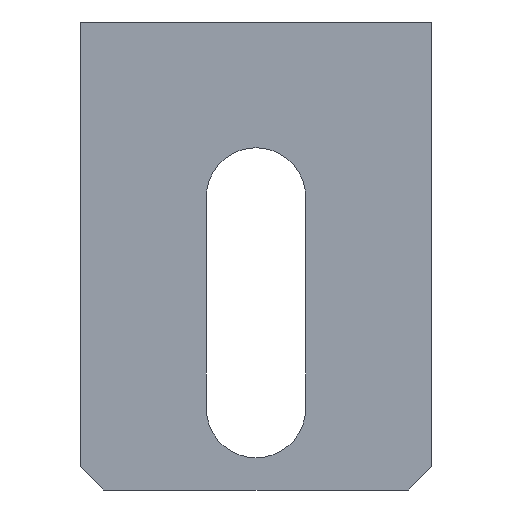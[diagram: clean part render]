
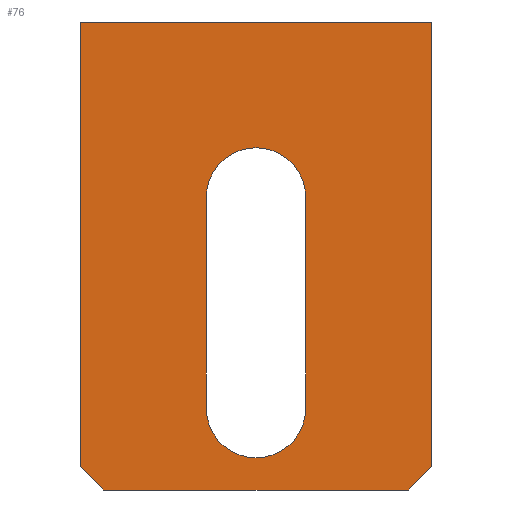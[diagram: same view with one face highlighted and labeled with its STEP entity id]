
A CAD part, front view. The second image highlights one B-rep face of the part: STEP entity #76.
In plain terms, the highlighted planar face has unit normal (0, -1, 0).
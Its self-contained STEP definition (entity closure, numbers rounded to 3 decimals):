
#6 = VECTOR ( 'NONE', #707, 1000. ) ;
#7 = VERTEX_POINT ( 'NONE', #745 ) ;
#8 = LINE ( 'NONE', #353, #6 ) ;
#10 = VERTEX_POINT ( 'NONE', #464 ) ;
#41 = VECTOR ( 'NONE', #560, 1000. ) ;
#65 = EDGE_CURVE ( 'NONE', #104, #10, #397, .T. ) ;
#66 = ORIENTED_EDGE ( 'NONE', *, *, #515, .F. ) ;
#76 = ADVANCED_FACE ( 'NONE', ( #702, #532 ), #185, .F. ) ;
#84 = DIRECTION ( 'NONE',  ( 0., 0., -1. ) ) ;
#85 = CARTESIAN_POINT ( 'NONE',  ( 0., 0., -30. ) ) ;
#90 = LINE ( 'NONE', #145, #640 ) ;
#96 = VERTEX_POINT ( 'NONE', #129 ) ;
#104 = VERTEX_POINT ( 'NONE', #588 ) ;
#116 = VERTEX_POINT ( 'NONE', #361 ) ;
#119 = LINE ( 'NONE', #354, #639 ) ;
#122 = VECTOR ( 'NONE', #540, 1000. ) ;
#129 = CARTESIAN_POINT ( 'NONE',  ( 15., 0., 3. ) ) ;
#138 = CARTESIAN_POINT ( 'NONE',  ( 4.25, 0., -30. ) ) ;
#141 = EDGE_CURVE ( 'NONE', #530, #455, #442, .T. ) ;
#145 = CARTESIAN_POINT ( 'NONE',  ( 13., 0., -37. ) ) ;
#146 = EDGE_CURVE ( 'NONE', #389, #530, #119, .T. ) ;
#155 = LINE ( 'NONE', #552, #678 ) ;
#169 = CARTESIAN_POINT ( 'NONE',  ( -15., 0., 3. ) ) ;
#176 = ORIENTED_EDGE ( 'NONE', *, *, #729, .T. ) ;
#185 = PLANE ( 'NONE',  #662 ) ;
#194 = DIRECTION ( 'NONE',  ( 0., 1., 0. ) ) ;
#208 = VECTOR ( 'NONE', #84, 1000. ) ;
#214 = EDGE_CURVE ( 'NONE', #116, #10, #494, .T. ) ;
#215 = VERTEX_POINT ( 'NONE', #138 ) ;
#233 = CARTESIAN_POINT ( 'NONE',  ( -15., 0., -37. ) ) ;
#234 = EDGE_CURVE ( 'NONE', #104, #589, #90, .T. ) ;
#235 = AXIS2_PLACEMENT_3D ( 'NONE', #719, #194, #497 ) ;
#241 = CARTESIAN_POINT ( 'NONE',  ( 0., 0., -12. ) ) ;
#255 = CARTESIAN_POINT ( 'NONE',  ( 15., 0., -35. ) ) ;
#266 = ORIENTED_EDGE ( 'NONE', *, *, #234, .T. ) ;
#268 = EDGE_CURVE ( 'NONE', #7, #389, #542, .T. ) ;
#291 = ORIENTED_EDGE ( 'NONE', *, *, #293, .T. ) ;
#293 = EDGE_CURVE ( 'NONE', #215, #7, #443, .T. ) ;
#305 = CARTESIAN_POINT ( 'NONE',  ( 15., 0., 3. ) ) ;
#314 = DIRECTION ( 'NONE',  ( 0.707, 0., 0.707 ) ) ;
#315 = EDGE_CURVE ( 'NONE', #348, #96, #155, .T. ) ;
#345 = VECTOR ( 'NONE', #469, 1000. ) ;
#348 = VERTEX_POINT ( 'NONE', #169 ) ;
#353 = CARTESIAN_POINT ( 'NONE',  ( 4.25, 0., -30. ) ) ;
#354 = CARTESIAN_POINT ( 'NONE',  ( -4.25, 0., -30. ) ) ;
#358 = DIRECTION ( 'NONE',  ( 0., 1., 0. ) ) ;
#361 = CARTESIAN_POINT ( 'NONE',  ( -15., 0., -35. ) ) ;
#376 = LINE ( 'NONE', #610, #208 ) ;
#381 = DIRECTION ( 'NONE',  ( 0., 0., 1. ) ) ;
#389 = VERTEX_POINT ( 'NONE', #628 ) ;
#397 = LINE ( 'NONE', #233, #345 ) ;
#409 = ORIENTED_EDGE ( 'NONE', *, *, #214, .T. ) ;
#416 = DIRECTION ( 'NONE',  ( 0., 0., 1. ) ) ;
#442 = CIRCLE ( 'NONE', #590, 4.25 ) ;
#443 = CIRCLE ( 'NONE', #235, 4.25 ) ;
#455 = VERTEX_POINT ( 'NONE', #467 ) ;
#464 = CARTESIAN_POINT ( 'NONE',  ( -13., 0., -37. ) ) ;
#467 = CARTESIAN_POINT ( 'NONE',  ( 4.25, 0., -12. ) ) ;
#469 = DIRECTION ( 'NONE',  ( -1., 0., 0. ) ) ;
#482 = CARTESIAN_POINT ( 'NONE',  ( -4.25, 0., -12. ) ) ;
#484 = ORIENTED_EDGE ( 'NONE', *, *, #507, .T. ) ;
#494 = LINE ( 'NONE', #565, #41 ) ;
#497 = DIRECTION ( 'NONE',  ( 0., 0., 1. ) ) ;
#507 = EDGE_CURVE ( 'NONE', #455, #215, #8, .T. ) ;
#515 = EDGE_CURVE ( 'NONE', #96, #589, #644, .T. ) ;
#530 = VERTEX_POINT ( 'NONE', #482 ) ;
#532 = FACE_BOUND ( 'NONE', #545, .T. ) ;
#533 = ORIENTED_EDGE ( 'NONE', *, *, #315, .F. ) ;
#540 = DIRECTION ( 'NONE',  ( 0., 0., -1. ) ) ;
#542 = CIRCLE ( 'NONE', #700, 4.25 ) ;
#545 = EDGE_LOOP ( 'NONE', ( #484, #291, #629, #617, #717 ) ) ;
#552 = CARTESIAN_POINT ( 'NONE',  ( -15., 0., 3. ) ) ;
#560 = DIRECTION ( 'NONE',  ( 0.707, 0., -0.707 ) ) ;
#565 = CARTESIAN_POINT ( 'NONE',  ( -15., 0., -35. ) ) ;
#574 = ORIENTED_EDGE ( 'NONE', *, *, #65, .F. ) ;
#588 = CARTESIAN_POINT ( 'NONE',  ( 13., 0., -37. ) ) ;
#589 = VERTEX_POINT ( 'NONE', #255 ) ;
#590 = AXIS2_PLACEMENT_3D ( 'NONE', #241, #708, #645 ) ;
#598 = CARTESIAN_POINT ( 'NONE',  ( -15., 0., 3. ) ) ;
#610 = CARTESIAN_POINT ( 'NONE',  ( -15., 0., 3. ) ) ;
#617 = ORIENTED_EDGE ( 'NONE', *, *, #146, .T. ) ;
#628 = CARTESIAN_POINT ( 'NONE',  ( -4.25, 0., -30. ) ) ;
#629 = ORIENTED_EDGE ( 'NONE', *, *, #268, .T. ) ;
#639 = VECTOR ( 'NONE', #651, 1000. ) ;
#640 = VECTOR ( 'NONE', #314, 1000. ) ;
#644 = LINE ( 'NONE', #305, #122 ) ;
#645 = DIRECTION ( 'NONE',  ( 0., 0., 1. ) ) ;
#648 = EDGE_LOOP ( 'NONE', ( #176, #409, #574, #266, #66, #533 ) ) ;
#651 = DIRECTION ( 'NONE',  ( 0., 0., 1. ) ) ;
#662 = AXIS2_PLACEMENT_3D ( 'NONE', #598, #358, #416 ) ;
#678 = VECTOR ( 'NONE', #726, 1000. ) ;
#700 = AXIS2_PLACEMENT_3D ( 'NONE', #85, #733, #381 ) ;
#702 = FACE_OUTER_BOUND ( 'NONE', #648, .T. ) ;
#707 = DIRECTION ( 'NONE',  ( 0., 0., -1. ) ) ;
#708 = DIRECTION ( 'NONE',  ( 0., 1., 0. ) ) ;
#717 = ORIENTED_EDGE ( 'NONE', *, *, #141, .T. ) ;
#719 = CARTESIAN_POINT ( 'NONE',  ( 0., 0., -30. ) ) ;
#726 = DIRECTION ( 'NONE',  ( 1., 0., 0. ) ) ;
#729 = EDGE_CURVE ( 'NONE', #348, #116, #376, .T. ) ;
#733 = DIRECTION ( 'NONE',  ( 0., 1., 0. ) ) ;
#745 = CARTESIAN_POINT ( 'NONE',  ( 0., 0., -34.25 ) ) ;
